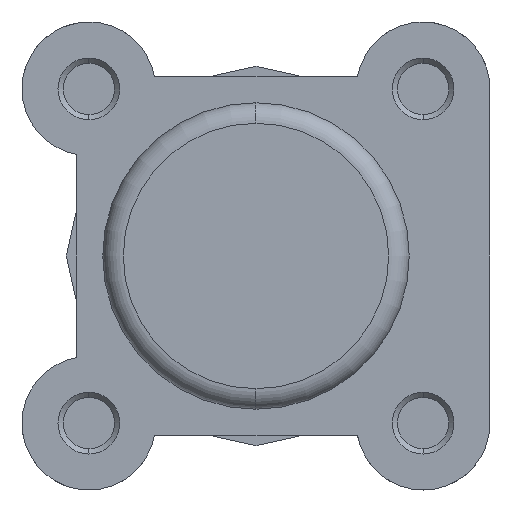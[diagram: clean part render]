
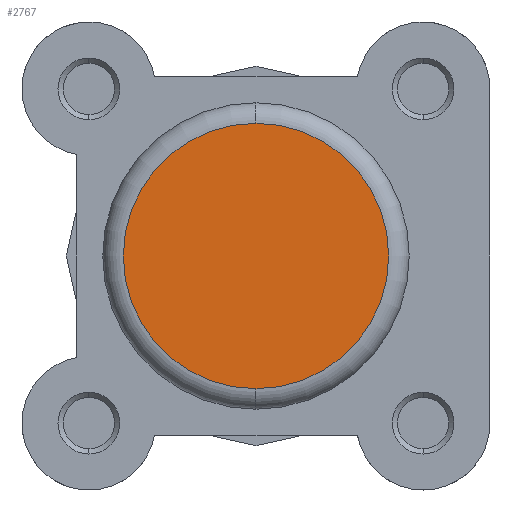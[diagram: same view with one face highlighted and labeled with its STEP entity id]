
A CAD part, left-side view. The second image highlights one B-rep face of the part: STEP entity #2767.
In plain terms, the highlighted planar face has unit normal (-1, 0, 0).
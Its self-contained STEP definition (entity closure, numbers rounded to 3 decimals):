
#108 = VERTEX_POINT ( 'NONE', #3040 ) ;
#109 = VERTEX_POINT ( 'NONE', #3041 ) ;
#613 = FACE_OUTER_BOUND ( 'NONE', #808, .T. ) ;
#808 = EDGE_LOOP ( 'NONE', ( #1158, #1157 ) ) ;
#1157 = ORIENTED_EDGE ( 'NONE', *, *, #4359, .T. ) ;
#1158 = ORIENTED_EDGE ( 'NONE', *, *, #4414, .T. ) ;
#2181 = CARTESIAN_POINT ( 'NONE',  ( 0., 0., 0. ) ) ;
#2182 = DIRECTION ( 'NONE',  ( -1., 0., 0. ) ) ;
#2183 = DIRECTION ( 'NONE',  ( 0., 0., -1. ) ) ;
#2317 = CARTESIAN_POINT ( 'NONE',  ( 0., 0., 0. ) ) ;
#2324 = DIRECTION ( 'NONE',  ( -1., 0., 0. ) ) ;
#2325 = DIRECTION ( 'NONE',  ( 0., 0., -1. ) ) ;
#2767 = ADVANCED_FACE ( 'NONE', ( #613 ), #3680, .F. ) ;
#3040 = CARTESIAN_POINT ( 'NONE',  ( 0., 0., -12.9 ) ) ;
#3041 = CARTESIAN_POINT ( 'NONE',  ( 0., 0., 12.9 ) ) ;
#3679 = CARTESIAN_POINT ( 'NONE',  ( 0., 0., 0. ) ) ;
#3680 = PLANE ( 'NONE',  #4590 ) ;
#3682 = DIRECTION ( 'NONE',  ( 1., 0., 0. ) ) ;
#3683 = DIRECTION ( 'NONE',  ( 0., 0., -1. ) ) ;
#4359 = EDGE_CURVE ( 'NONE', #109, #108, #5429, .T. ) ;
#4414 = EDGE_CURVE ( 'NONE', #108, #109, #5505, .T. ) ;
#4590 = AXIS2_PLACEMENT_3D ( 'NONE', #3679, #3682, #3683 ) ;
#4829 = AXIS2_PLACEMENT_3D ( 'NONE', #2181, #2182, #2183 ) ;
#4859 = AXIS2_PLACEMENT_3D ( 'NONE', #2317, #2324, #2325 ) ;
#5429 = CIRCLE ( 'NONE', #4829, 12.9 ) ;
#5505 = CIRCLE ( 'NONE', #4859, 12.9 ) ;
